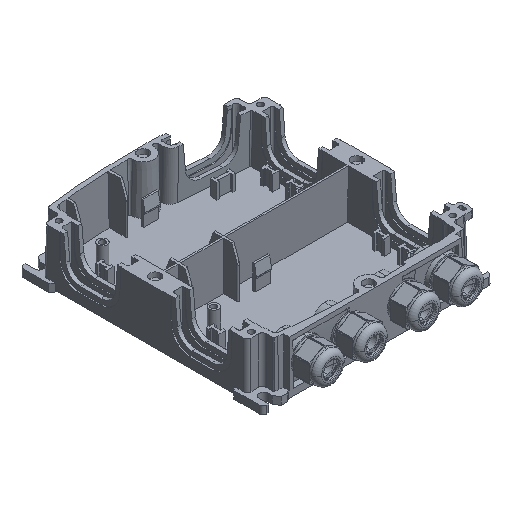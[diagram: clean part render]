
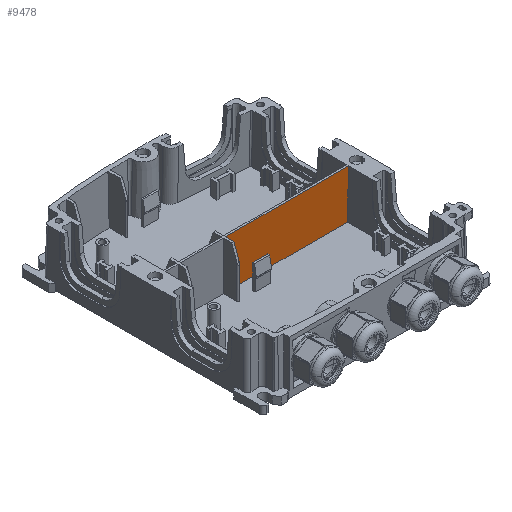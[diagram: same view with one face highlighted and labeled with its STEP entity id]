
A CAD part, isometric view. The second image highlights one B-rep face of the part: STEP entity #9478.
In plain terms, the highlighted planar face has unit normal (0, -1, 0).
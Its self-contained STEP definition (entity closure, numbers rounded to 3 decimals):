
#9300=AXIS2_PLACEMENT_3D('Plane Axis2P3D',#9297,#9298,#9299) ;
#3955=CARTESIAN_POINT('Vertex',(161.805,114.39,4.)) ;
#3958=CARTESIAN_POINT('Line Origine',(113.837,114.39,4.)) ;
#3962=CARTESIAN_POINT('Vertex',(65.87,114.39,4.)) ;
#6069=CARTESIAN_POINT('Vertex',(162.8,114.39,42.)) ;
#6072=CARTESIAN_POINT('Line Origine',(162.302,114.39,23.)) ;
#9297=CARTESIAN_POINT('Axis2P3D Location',(0.5,114.39,1.)) ;
#9460=CARTESIAN_POINT('Line Origine',(114.335,114.39,42.)) ;
#9464=CARTESIAN_POINT('Vertex',(65.87,114.39,42.)) ;
#9467=CARTESIAN_POINT('Line Origine',(65.87,114.39,23.)) ;
#3959=DIRECTION('Vector Direction',(1.,0.,0.)) ;
#6073=DIRECTION('Vector Direction',(0.026,0.,1.)) ;
#9298=DIRECTION('Axis2P3D Direction',(0.,-1.,0.)) ;
#9299=DIRECTION('Axis2P3D XDirection',(1.,0.,0.)) ;
#9461=DIRECTION('Vector Direction',(1.,0.,0.)) ;
#9468=DIRECTION('Vector Direction',(0.,0.,-1.)) ;
#3960=VECTOR('Line Direction',#3959,1.) ;
#6074=VECTOR('Line Direction',#6073,1.) ;
#9462=VECTOR('Line Direction',#9461,1.) ;
#9469=VECTOR('Line Direction',#9468,1.) ;
#9473=ORIENTED_EDGE('',*,*,#3964,.T.) ;
#9474=ORIENTED_EDGE('',*,*,#6076,.F.) ;
#9475=ORIENTED_EDGE('',*,*,#9466,.F.) ;
#9476=ORIENTED_EDGE('',*,*,#9471,.T.) ;
#9478=ADVANCED_FACE('49334_GH_10P_PT6-2.1\\Grundk\X2\00F6\X0\rper',(#9477),#9301,.T.) ;
#3964=EDGE_CURVE('',#3963,#3956,#3961,.T.) ;
#6076=EDGE_CURVE('',#6070,#3956,#6075,.F.) ;
#9466=EDGE_CURVE('',#9465,#6070,#9463,.T.) ;
#9471=EDGE_CURVE('',#9465,#3963,#9470,.T.) ;
#9472=EDGE_LOOP('',(#9473,#9474,#9475,#9476)) ;
#9477=FACE_OUTER_BOUND('',#9472,.T.) ;
#3961=LINE('Line',#3958,#3960) ;
#6075=LINE('Line',#6072,#6074) ;
#9463=LINE('Line',#9460,#9462) ;
#9470=LINE('Line',#9467,#9469) ;
#9301=PLANE('',#9300) ;
#3956=VERTEX_POINT('',#3955) ;
#3963=VERTEX_POINT('',#3962) ;
#6070=VERTEX_POINT('',#6069) ;
#9465=VERTEX_POINT('',#9464) ;
